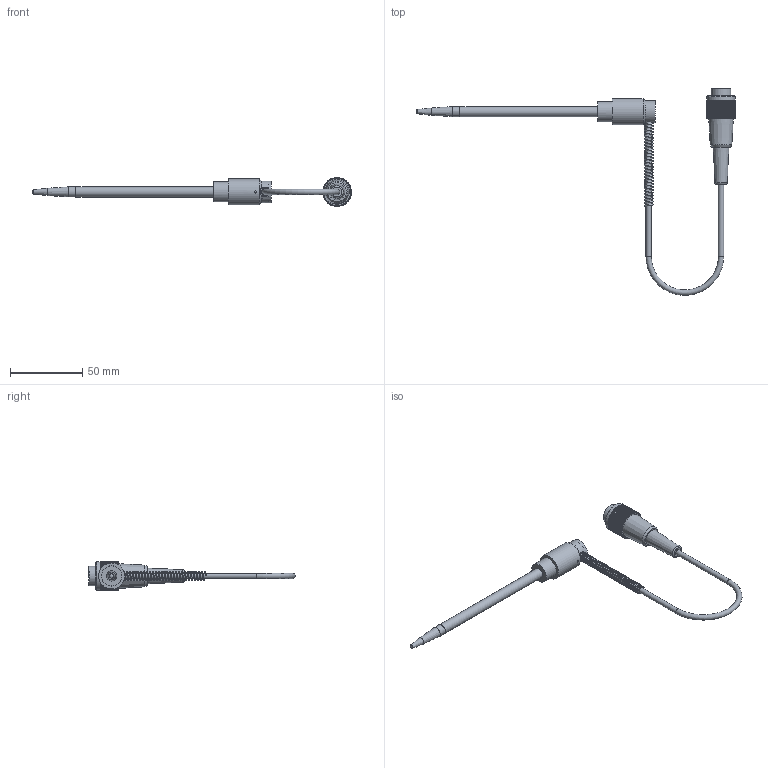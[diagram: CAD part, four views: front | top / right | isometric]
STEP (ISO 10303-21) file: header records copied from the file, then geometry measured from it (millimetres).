
FILE_DESCRIPTION(/* description */ (''),/* implementation_level */ '2;1');
FILE_NAME(/* name */ '1610 4125_XS3Q-125_165L10.stp',/* time_stamp */ '2026-03-06T20:38:48+01:00',/* author */ ('kuttig'),/* organization */ (''),/* preprocessor_version */ 'ST-DEVELOPER v16.13',/* originating_system */ 'Autodesk Inventor 2018',/* authorisation */ '');
FILE_SCHEMA (('AUTOMOTIVE_DESIGN { 1 0 10303 214 3 1 1 }'));
Length unit declared in the file: millimetre
Products named in the file (1): 1610 4125_XS3Q-125_165L10_Shrinkwrap_1
Bounding box: 220.24 x 142.58 x 19.9 mm (x, y, z)
Volume: 22834.3 mm3; surface area: 18058.1 mm2
Topology: 7 solids, 7 shells, 402 faces, 1098 edges, 717 vertices
Faces by surface type: plane 321, cylinder 43, cone 20, bspline 7, torus 6, sphere 5
Full cylindrical faces by diameter (mm): 1 x1, 1.49 x3, 1.5 x2, 2.459 x1, 3.242 x2, 3.7 x3, 6.5 x1, 7 x3, 9 x1, 10 x1, 10.2 x1, 13.6 x1, 13.9 x2, 14 x1, 15 x1, 17.1 x1, 18 x1, 19.9 x1
Entity records: 17337 total; most frequent: CARTESIAN_POINT 6847, DIRECTION 2139, ORIENTED_EDGE 2018, EDGE_CURVE 1009, AXIS2_PLACEMENT_3D 759, VERTEX_POINT 687, LINE 621, VECTOR 621
